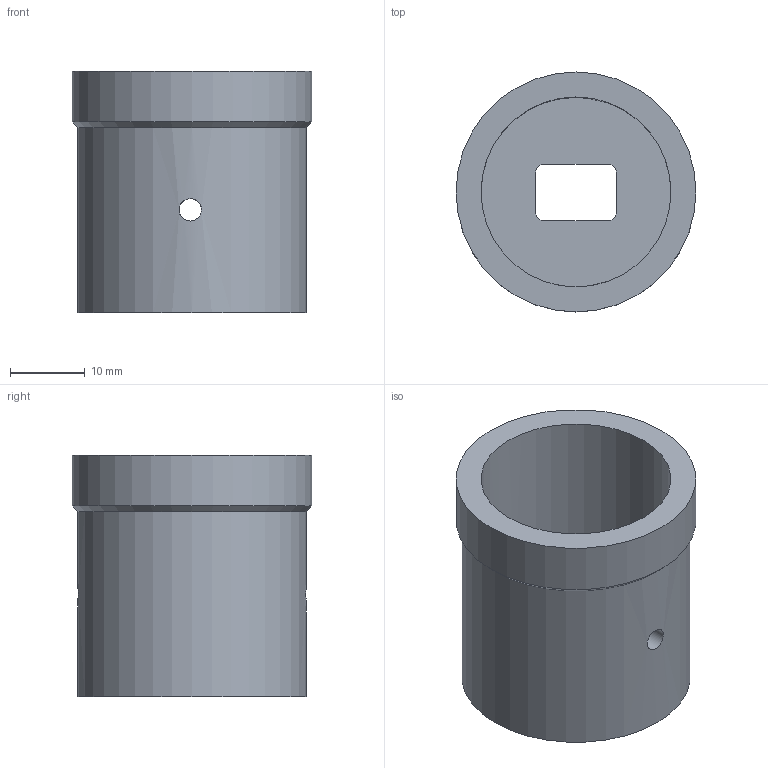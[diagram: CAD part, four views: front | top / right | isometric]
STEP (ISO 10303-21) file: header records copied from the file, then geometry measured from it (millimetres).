
FILE_DESCRIPTION(/* description */ (''),/* implementation_level */ '2;1');
FILE_NAME(/* name */ 'blade_holder.step',/* time_stamp */ '2024-05-10T19:27:59+03:00',/* author */ (''),/* organization */ (''),/* preprocessor_version */ 'ST-DEVELOPER v20',/* originating_system */ 'Autodesk Translation Framework v12.20.1.177',/* authorisation */ '');
FILE_SCHEMA (('AUTOMOTIVE_DESIGN { 1 0 10303 214 3 1 1 }'));
Length unit declared in the file: millimetre
Products named in the file (1): Blade Holder
Bounding box: 32.18 x 32.18 x 32.4 mm (x, y, z)
Volume: 8659.7 mm3; surface area: 7114.4 mm2
Topology: 1 solids, 1 shells, 17 faces, 43 edges, 29 vertices
Faces by surface type: cylinder 9, plane 7, cone 1
Full cylindrical faces by diameter (mm): 3 x2, 25.48 x1, 30.672 x1, 32.184 x1
Entity records: 694 total; most frequent: CARTESIAN_POINT 224, DIRECTION 88, ORIENTED_EDGE 86, EDGE_CURVE 43, AXIS2_PLACEMENT_3D 33, VERTEX_POINT 29, EDGE_LOOP 24, LINE 22
